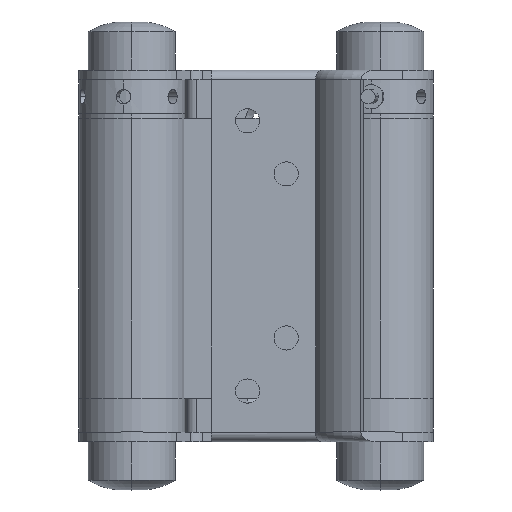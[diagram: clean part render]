
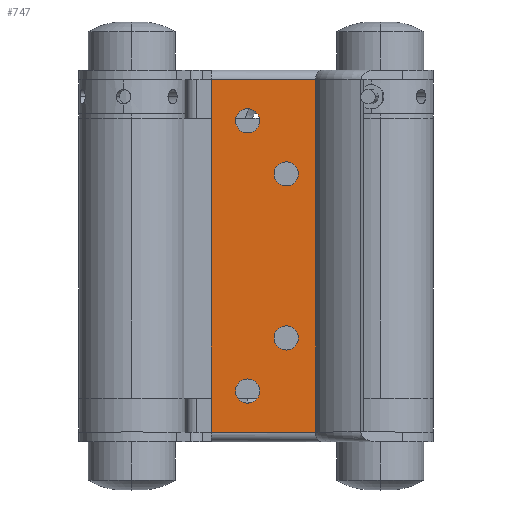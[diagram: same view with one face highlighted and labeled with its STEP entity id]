
A CAD part, top view. The second image highlights one B-rep face of the part: STEP entity #747.
In plain terms, the highlighted face is planar.
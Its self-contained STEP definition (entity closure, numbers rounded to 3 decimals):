
#747 = ADVANCED_FACE ( 'NONE', ( #2785, #2784, #2783, #2782, #2781 ), #2780, .F. ) ;
#748 = EDGE_LOOP ( 'NONE', ( #749, #750 ) ) ;
#749 = ORIENTED_EDGE ( 'NONE', *, *, #816, .F. ) ;
#750 = ORIENTED_EDGE ( 'NONE', *, *, #751, .F. ) ;
#751 = EDGE_CURVE ( 'NONE', #817, #797, #2775, .T. ) ;
#752 = EDGE_LOOP ( 'NONE', ( #753, #755 ) ) ;
#753 = ORIENTED_EDGE ( 'NONE', *, *, #754, .T. ) ;
#754 = EDGE_CURVE ( 'NONE', #782, #781, #2769, .T. ) ;
#755 = ORIENTED_EDGE ( 'NONE', *, *, #780, .T. ) ;
#756 = EDGE_LOOP ( 'NONE', ( #830, #911, #832, #835 ) ) ;
#780 = EDGE_CURVE ( 'NONE', #781, #782, #2849, .T. ) ;
#781 = VERTEX_POINT ( 'NONE', #2840 ) ;
#782 = VERTEX_POINT ( 'NONE', #2839 ) ;
#792 = VERTEX_POINT ( 'NONE', #2890 ) ;
#793 = VERTEX_POINT ( 'NONE', #2889 ) ;
#797 = VERTEX_POINT ( 'NONE', #2885 ) ;
#814 = EDGE_CURVE ( 'NONE', #792, #793, #2908, .T. ) ;
#816 = EDGE_CURVE ( 'NONE', #797, #817, #2904, .T. ) ;
#817 = VERTEX_POINT ( 'NONE', #2899 ) ;
#819 = VERTEX_POINT ( 'NONE', #2897 ) ;
#822 = EDGE_CURVE ( 'NONE', #823, #819, #2953, .T. ) ;
#823 = VERTEX_POINT ( 'NONE', #2948 ) ;
#829 = VERTEX_POINT ( 'NONE', #2937 ) ;
#830 = ORIENTED_EDGE ( 'NONE', *, *, #913, .T. ) ;
#831 = VERTEX_POINT ( 'NONE', #2936 ) ;
#832 = ORIENTED_EDGE ( 'NONE', *, *, #833, .F. ) ;
#833 = EDGE_CURVE ( 'NONE', #834, #831, #2935, .T. ) ;
#834 = VERTEX_POINT ( 'NONE', #2931 ) ;
#835 = ORIENTED_EDGE ( 'NONE', *, *, #836, .T. ) ;
#836 = EDGE_CURVE ( 'NONE', #834, #829, #2930, .T. ) ;
#837 = EDGE_LOOP ( 'NONE', ( #838, #866 ) ) ;
#838 = ORIENTED_EDGE ( 'NONE', *, *, #839, .T. ) ;
#839 = EDGE_CURVE ( 'NONE', #793, #792, #2990, .T. ) ;
#852 = ORIENTED_EDGE ( 'NONE', *, *, #822, .F. ) ;
#853 = ORIENTED_EDGE ( 'NONE', *, *, #855, .F. ) ;
#855 = EDGE_CURVE ( 'NONE', #819, #823, #2965, .T. ) ;
#865 = EDGE_LOOP ( 'NONE', ( #852, #853 ) ) ;
#866 = ORIENTED_EDGE ( 'NONE', *, *, #814, .T. ) ;
#910 = VERTEX_POINT ( 'NONE', #3117 ) ;
#911 = ORIENTED_EDGE ( 'NONE', *, *, #912, .T. ) ;
#912 = EDGE_CURVE ( 'NONE', #910, #831, #3116, .T. ) ;
#913 = EDGE_CURVE ( 'NONE', #829, #910, #3112, .T. ) ;
#2765 = DIRECTION ( 'NONE',  ( 1., 0., 0. ) ) ;
#2766 = DIRECTION ( 'NONE',  ( 0., 0., 1. ) ) ;
#2767 = CARTESIAN_POINT ( 'NONE',  ( 27.5, -28., -5.5 ) ) ;
#2768 = AXIS2_PLACEMENT_3D ( 'NONE', #2767, #2766, #2765 ) ;
#2769 = CIRCLE ( 'NONE', #2768, 2.5 ) ;
#2771 = DIRECTION ( 'NONE',  ( 1., 0., 0. ) ) ;
#2772 = DIRECTION ( 'NONE',  ( 0., 0., -1. ) ) ;
#2773 = CARTESIAN_POINT ( 'NONE',  ( 27.5, 28., -5.5 ) ) ;
#2774 = AXIS2_PLACEMENT_3D ( 'NONE', #2773, #2772, #2771 ) ;
#2775 = CIRCLE ( 'NONE', #2774, 2.5 ) ;
#2776 = DIRECTION ( 'NONE',  ( 1., 0., 0. ) ) ;
#2777 = DIRECTION ( 'NONE',  ( 0., 0., 1. ) ) ;
#2778 = CARTESIAN_POINT ( 'NONE',  ( 13.416, 38.5, -5.5 ) ) ;
#2779 = AXIS2_PLACEMENT_3D ( 'NONE', #2778, #2777, #2776 ) ;
#2780 = PLANE ( 'NONE',  #2779 ) ;
#2781 = FACE_BOUND ( 'NONE', #865, .T. ) ;
#2782 = FACE_BOUND ( 'NONE', #837, .T. ) ;
#2783 = FACE_OUTER_BOUND ( 'NONE', #756, .T. ) ;
#2784 = FACE_BOUND ( 'NONE', #752, .T. ) ;
#2785 = FACE_BOUND ( 'NONE', #748, .T. ) ;
#2839 = CARTESIAN_POINT ( 'NONE',  ( 30., -28., -5.5 ) ) ;
#2840 = CARTESIAN_POINT ( 'NONE',  ( 25., -28., -5.5 ) ) ;
#2841 = DIRECTION ( 'NONE',  ( 1., 0., 0. ) ) ;
#2842 = DIRECTION ( 'NONE',  ( 0., 0., 1. ) ) ;
#2843 = CARTESIAN_POINT ( 'NONE',  ( 27.5, -28., -5.5 ) ) ;
#2844 = AXIS2_PLACEMENT_3D ( 'NONE', #2843, #2842, #2841 ) ;
#2849 = CIRCLE ( 'NONE', #2844, 2.5 ) ;
#2885 = CARTESIAN_POINT ( 'NONE',  ( 30., 28., -5.5 ) ) ;
#2889 = CARTESIAN_POINT ( 'NONE',  ( 22., -17., -5.5 ) ) ;
#2890 = CARTESIAN_POINT ( 'NONE',  ( 17., -17., -5.5 ) ) ;
#2897 = CARTESIAN_POINT ( 'NONE',  ( 17., 17., -5.5 ) ) ;
#2899 = CARTESIAN_POINT ( 'NONE',  ( 25., 28., -5.5 ) ) ;
#2900 = DIRECTION ( 'NONE',  ( 1., 0., 0. ) ) ;
#2901 = DIRECTION ( 'NONE',  ( 0., 0., -1. ) ) ;
#2902 = CARTESIAN_POINT ( 'NONE',  ( 27.5, 28., -5.5 ) ) ;
#2903 = AXIS2_PLACEMENT_3D ( 'NONE', #2902, #2901, #2900 ) ;
#2904 = CIRCLE ( 'NONE', #2903, 2.5 ) ;
#2905 = DIRECTION ( 'NONE',  ( 1., 0., 0. ) ) ;
#2906 = DIRECTION ( 'NONE',  ( 0., 0., 1. ) ) ;
#2907 = AXIS2_PLACEMENT_3D ( 'NONE', #2914, #2906, #2905 ) ;
#2908 = CIRCLE ( 'NONE', #2907, 2.5 ) ;
#2914 = CARTESIAN_POINT ( 'NONE',  ( 19.5, -17., -5.5 ) ) ;
#2927 = DIRECTION ( 'NONE',  ( 1., 0., 0. ) ) ;
#2928 = VECTOR ( 'NONE', #2927, 1000. ) ;
#2929 = CARTESIAN_POINT ( 'NONE',  ( 13.416, 36.5, -5.5 ) ) ;
#2930 = LINE ( 'NONE', #2929, #2928 ) ;
#2931 = CARTESIAN_POINT ( 'NONE',  ( 13.416, 36.5, -5.5 ) ) ;
#2932 = DIRECTION ( 'NONE',  ( 0., -1., 0. ) ) ;
#2933 = VECTOR ( 'NONE', #2932, 1000. ) ;
#2934 = CARTESIAN_POINT ( 'NONE',  ( 13.416, 38.5, -5.5 ) ) ;
#2935 = LINE ( 'NONE', #2934, #2933 ) ;
#2936 = CARTESIAN_POINT ( 'NONE',  ( 13.416, -36.5, -5.5 ) ) ;
#2937 = CARTESIAN_POINT ( 'NONE',  ( 35., 36.5, -5.5 ) ) ;
#2948 = CARTESIAN_POINT ( 'NONE',  ( 22., 17., -5.5 ) ) ;
#2949 = DIRECTION ( 'NONE',  ( 1., 0., 0. ) ) ;
#2950 = DIRECTION ( 'NONE',  ( 0., 0., -1. ) ) ;
#2951 = CARTESIAN_POINT ( 'NONE',  ( 19.5, 17., -5.5 ) ) ;
#2952 = AXIS2_PLACEMENT_3D ( 'NONE', #2951, #2950, #2949 ) ;
#2953 = CIRCLE ( 'NONE', #2952, 2.5 ) ;
#2961 = DIRECTION ( 'NONE',  ( 1., 0., 0. ) ) ;
#2962 = DIRECTION ( 'NONE',  ( 0., 0., -1. ) ) ;
#2963 = CARTESIAN_POINT ( 'NONE',  ( 19.5, 17., -5.5 ) ) ;
#2964 = AXIS2_PLACEMENT_3D ( 'NONE', #2963, #2962, #2961 ) ;
#2965 = CIRCLE ( 'NONE', #2964, 2.5 ) ;
#2986 = DIRECTION ( 'NONE',  ( 1., 0., 0. ) ) ;
#2987 = DIRECTION ( 'NONE',  ( 0., 0., 1. ) ) ;
#2988 = CARTESIAN_POINT ( 'NONE',  ( 19.5, -17., -5.5 ) ) ;
#2989 = AXIS2_PLACEMENT_3D ( 'NONE', #2988, #2987, #2986 ) ;
#2990 = CIRCLE ( 'NONE', #2989, 2.5 ) ;
#3109 = DIRECTION ( 'NONE',  ( 0., -1., 0. ) ) ;
#3110 = VECTOR ( 'NONE', #3109, 1000. ) ;
#3111 = CARTESIAN_POINT ( 'NONE',  ( 35., 38.5, -5.5 ) ) ;
#3112 = LINE ( 'NONE', #3111, #3110 ) ;
#3113 = DIRECTION ( 'NONE',  ( -1., 0., 0. ) ) ;
#3114 = VECTOR ( 'NONE', #3113, 1000. ) ;
#3115 = CARTESIAN_POINT ( 'NONE',  ( 13.416, -36.5, -5.5 ) ) ;
#3116 = LINE ( 'NONE', #3115, #3114 ) ;
#3117 = CARTESIAN_POINT ( 'NONE',  ( 35., -36.5, -5.5 ) ) ;
